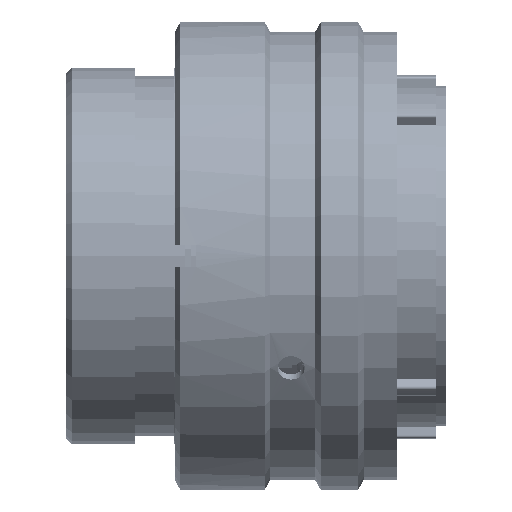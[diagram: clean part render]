
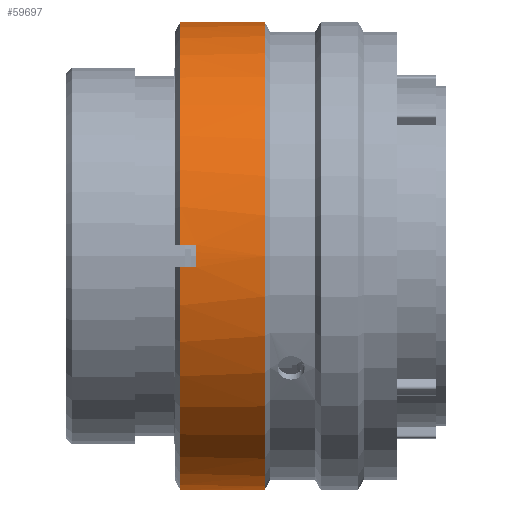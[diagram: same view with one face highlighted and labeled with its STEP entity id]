
A CAD part, front view. The second image highlights one B-rep face of the part: STEP entity #59697.
In plain terms, the highlighted cylindrical face has radius 20.6 mm (diameter 41.2 mm), a partial arc.
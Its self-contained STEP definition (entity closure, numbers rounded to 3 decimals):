
#192 = EDGE_LOOP ( 'NONE', ( #63408, #21799, #99200, #63885, #48171, #108166, #75976, #4342, #20107, #97618, #109994, #4708 ) ) ;
#2654 = DIRECTION ( 'NONE',  ( 1., 0., 0. ) ) ;
#4342 = ORIENTED_EDGE ( 'NONE', *, *, #103151, .T. ) ;
#4514 = DIRECTION ( 'NONE',  ( 1., 0., 0. ) ) ;
#4708 = ORIENTED_EDGE ( 'NONE', *, *, #43949, .F. ) ;
#7350 = CARTESIAN_POINT ( 'NONE',  ( 11.42, -20.576, -1. ) ) ;
#11474 = DIRECTION ( 'NONE',  ( 1., 0., 0. ) ) ;
#11746 = CARTESIAN_POINT ( 'NONE',  ( 10.02, 0., 0. ) ) ;
#14788 = DIRECTION ( 'NONE',  ( 0., 0., -1. ) ) ;
#16153 = FACE_OUTER_BOUND ( 'NONE', #192, .T. ) ;
#16986 = DIRECTION ( 'NONE',  ( 1., 0., 0. ) ) ;
#17653 = CARTESIAN_POINT ( 'NONE',  ( 29.07, 0., -20.6 ) ) ;
#17686 = VERTEX_POINT ( 'NONE', #86865 ) ;
#20107 = ORIENTED_EDGE ( 'NONE', *, *, #129796, .T. ) ;
#20579 = DIRECTION ( 'NONE',  ( 1., 0., 0. ) ) ;
#21799 = ORIENTED_EDGE ( 'NONE', *, *, #114608, .T. ) ;
#21990 = CARTESIAN_POINT ( 'NONE',  ( 17.44, 0., 20.6 ) ) ;
#23171 = DIRECTION ( 'NONE',  ( 0., 0., -1. ) ) ;
#26091 = LINE ( 'NONE', #79961, #137903 ) ;
#26222 = DIRECTION ( 'NONE',  ( 0., 0., 1. ) ) ;
#29622 = CIRCLE ( 'NONE', #135854, 20.6 ) ;
#29992 = DIRECTION ( 'NONE',  ( 1., 0., 0. ) ) ;
#31358 = VERTEX_POINT ( 'NONE', #42009 ) ;
#31654 = VERTEX_POINT ( 'NONE', #114237 ) ;
#32543 = CARTESIAN_POINT ( 'NONE',  ( 10.02, -1., 20.576 ) ) ;
#34960 = AXIS2_PLACEMENT_3D ( 'NONE', #40609, #126727, #138077 ) ;
#38429 = VERTEX_POINT ( 'NONE', #123015 ) ;
#39107 = CIRCLE ( 'NONE', #117416, 20.6 ) ;
#39509 = LINE ( 'NONE', #129602, #85324 ) ;
#40609 = CARTESIAN_POINT ( 'NONE',  ( 11.42, 0., 0. ) ) ;
#42009 = CARTESIAN_POINT ( 'NONE',  ( 11.42, -1., -20.576 ) ) ;
#43339 = EDGE_CURVE ( 'NONE', #38429, #80592, #26091, .T. ) ;
#43949 = EDGE_CURVE ( 'NONE', #118139, #62295, #110193, .T. ) ;
#48171 = ORIENTED_EDGE ( 'NONE', *, *, #93636, .T. ) ;
#50626 = CARTESIAN_POINT ( 'NONE',  ( 29.07, -20.576, 1. ) ) ;
#51004 = DIRECTION ( 'NONE',  ( -1., 0., 0. ) ) ;
#55754 = VECTOR ( 'NONE', #4514, 1000. ) ;
#58019 = VERTEX_POINT ( 'NONE', #109035 ) ;
#59697 = ADVANCED_FACE ( 'NONE', ( #16153 ), #65384, .T. ) ;
#59939 = EDGE_CURVE ( 'NONE', #31358, #97017, #29622, .T. ) ;
#61490 = DIRECTION ( 'NONE',  ( 1., 0., 0. ) ) ;
#62295 = VERTEX_POINT ( 'NONE', #91914 ) ;
#63408 = ORIENTED_EDGE ( 'NONE', *, *, #66567, .F. ) ;
#63502 = VERTEX_POINT ( 'NONE', #132582 ) ;
#63885 = ORIENTED_EDGE ( 'NONE', *, *, #98282, .T. ) ;
#63922 = LINE ( 'NONE', #50626, #124943 ) ;
#65384 = CYLINDRICAL_SURFACE ( 'NONE', #75966, 20.6 ) ;
#66567 = EDGE_CURVE ( 'NONE', #17686, #118139, #106484, .T. ) ;
#70696 = CARTESIAN_POINT ( 'NONE',  ( 17.44, 0., 0. ) ) ;
#74604 = CARTESIAN_POINT ( 'NONE',  ( 11.42, 0., 0. ) ) ;
#75541 = CARTESIAN_POINT ( 'NONE',  ( 29.07, -1., -20.576 ) ) ;
#75966 = AXIS2_PLACEMENT_3D ( 'NONE', #76711, #108428, #140639 ) ;
#75976 = ORIENTED_EDGE ( 'NONE', *, *, #105363, .T. ) ;
#76711 = CARTESIAN_POINT ( 'NONE',  ( 29.07, 0., 0. ) ) ;
#79657 = CIRCLE ( 'NONE', #103699, 20.6 ) ;
#79799 = DIRECTION ( 'NONE',  ( 1., 0., 0. ) ) ;
#79961 = CARTESIAN_POINT ( 'NONE',  ( 29.07, -1., 20.576 ) ) ;
#80210 = CARTESIAN_POINT ( 'NONE',  ( 10.02, 0., 0. ) ) ;
#80592 = VERTEX_POINT ( 'NONE', #32543 ) ;
#82381 = CARTESIAN_POINT ( 'NONE',  ( 29.07, 0., 20.6 ) ) ;
#83409 = DIRECTION ( 'NONE',  ( 0., 0., 1. ) ) ;
#84032 = VERTEX_POINT ( 'NONE', #7350 ) ;
#85324 = VECTOR ( 'NONE', #51004, 1000. ) ;
#86865 = CARTESIAN_POINT ( 'NONE',  ( 11.42, 0., 20.6 ) ) ;
#88269 = EDGE_CURVE ( 'NONE', #97017, #62295, #129846, .T. ) ;
#90390 = CIRCLE ( 'NONE', #121763, 20.6 ) ;
#91914 = CARTESIAN_POINT ( 'NONE',  ( 17.44, 0., -20.6 ) ) ;
#93636 = EDGE_CURVE ( 'NONE', #58019, #128866, #63922, .T. ) ;
#95383 = LINE ( 'NONE', #75541, #102140 ) ;
#96952 = AXIS2_PLACEMENT_3D ( 'NONE', #70696, #79799, #14788 ) ;
#97017 = VERTEX_POINT ( 'NONE', #113309 ) ;
#97618 = ORIENTED_EDGE ( 'NONE', *, *, #59939, .T. ) ;
#98282 = EDGE_CURVE ( 'NONE', #80592, #58019, #90390, .T. ) ;
#99200 = ORIENTED_EDGE ( 'NONE', *, *, #43339, .T. ) ;
#102140 = VECTOR ( 'NONE', #11474, 1000. ) ;
#102862 = DIRECTION ( 'NONE',  ( 0., 0., -1. ) ) ;
#103151 = EDGE_CURVE ( 'NONE', #63502, #31654, #79657, .T. ) ;
#103699 = AXIS2_PLACEMENT_3D ( 'NONE', #80210, #112327, #102862 ) ;
#105363 = EDGE_CURVE ( 'NONE', #84032, #63502, #39509, .T. ) ;
#106484 = LINE ( 'NONE', #82381, #55754 ) ;
#108166 = ORIENTED_EDGE ( 'NONE', *, *, #125733, .T. ) ;
#108428 = DIRECTION ( 'NONE',  ( 1., 0., 0. ) ) ;
#109035 = CARTESIAN_POINT ( 'NONE',  ( 10.02, -20.576, 1. ) ) ;
#109994 = ORIENTED_EDGE ( 'NONE', *, *, #88269, .T. ) ;
#110193 = CIRCLE ( 'NONE', #96952, 20.6 ) ;
#110845 = CARTESIAN_POINT ( 'NONE',  ( 11.42, -20.576, 1. ) ) ;
#111628 = DIRECTION ( 'NONE',  ( -1., 0., 0. ) ) ;
#112327 = DIRECTION ( 'NONE',  ( 1., 0., 0. ) ) ;
#113309 = CARTESIAN_POINT ( 'NONE',  ( 11.42, 0., -20.6 ) ) ;
#114237 = CARTESIAN_POINT ( 'NONE',  ( 10.02, -1., -20.576 ) ) ;
#114513 = CIRCLE ( 'NONE', #34960, 20.6 ) ;
#114608 = EDGE_CURVE ( 'NONE', #17686, #38429, #114513, .T. ) ;
#117416 = AXIS2_PLACEMENT_3D ( 'NONE', #74604, #20579, #26222 ) ;
#118139 = VERTEX_POINT ( 'NONE', #21990 ) ;
#121763 = AXIS2_PLACEMENT_3D ( 'NONE', #11746, #2654, #23171 ) ;
#123015 = CARTESIAN_POINT ( 'NONE',  ( 11.42, -1., 20.576 ) ) ;
#123068 = VECTOR ( 'NONE', #29992, 1000. ) ;
#124943 = VECTOR ( 'NONE', #61490, 1000. ) ;
#125733 = EDGE_CURVE ( 'NONE', #128866, #84032, #39107, .T. ) ;
#126727 = DIRECTION ( 'NONE',  ( 1., 0., 0. ) ) ;
#128866 = VERTEX_POINT ( 'NONE', #110845 ) ;
#129602 = CARTESIAN_POINT ( 'NONE',  ( 29.07, -20.576, -1. ) ) ;
#129796 = EDGE_CURVE ( 'NONE', #31654, #31358, #95383, .T. ) ;
#129846 = LINE ( 'NONE', #17653, #123068 ) ;
#132582 = CARTESIAN_POINT ( 'NONE',  ( 10.02, -20.576, -1. ) ) ;
#135854 = AXIS2_PLACEMENT_3D ( 'NONE', #136809, #16986, #83409 ) ;
#136809 = CARTESIAN_POINT ( 'NONE',  ( 11.42, 0., 0. ) ) ;
#137903 = VECTOR ( 'NONE', #111628, 1000. ) ;
#138077 = DIRECTION ( 'NONE',  ( 0., 0., 1. ) ) ;
#140639 = DIRECTION ( 'NONE',  ( 0., 0., -1. ) ) ;
